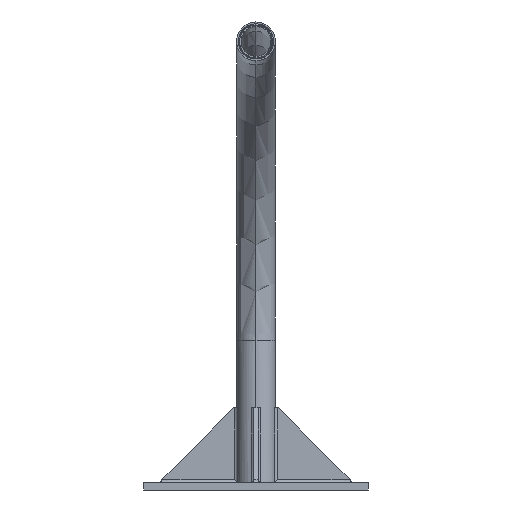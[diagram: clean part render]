
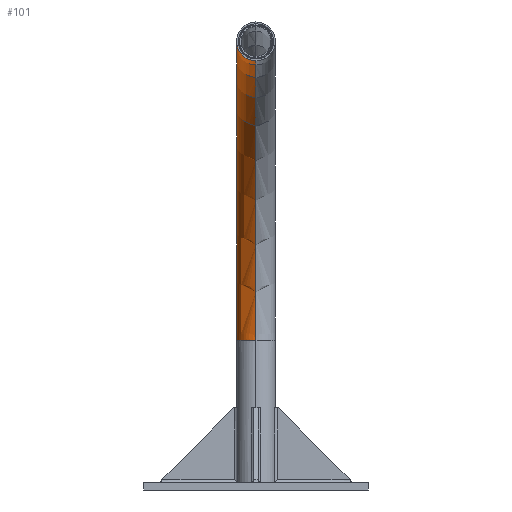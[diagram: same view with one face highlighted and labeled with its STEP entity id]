
A CAD part, left-side view. The second image highlights one B-rep face of the part: STEP entity #101.
In plain terms, the highlighted toroidal (fillet/blend) face has major radius 200 mm and minor radius 13 mm.
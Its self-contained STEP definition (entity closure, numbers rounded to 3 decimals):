
#89 = B_SPLINE_CURVE_WITH_KNOTS ( 'NONE', 3,
 ( #2088, #5170, #6190, #2613, #3172, #1652, #2276, #3238, #226, #3258, #3812, #781, #6307, #4325, #2812, #4797, #1211, #2773, #4259, #1714, #3278, #5792 ),
 .UNSPECIFIED., .F., .F.,
 ( 4, 2, 2, 2, 2, 2, 2, 2, 2, 2, 4 ),
 ( 0., 0.002, 0.003, 0.004, 0.006, 0.007, 0.008, 0.01, 0.012, 0.014, 0.016 ),
 .UNSPECIFIED. ) ;
#101 = ADVANCED_FACE ( 'NONE', ( #4599 ), #1976, .T. ) ;
#104 = DIRECTION ( 'NONE',  ( 0., 1., 0. ) ) ;
#144 = CARTESIAN_POINT ( 'NONE',  ( -200., 0., 300. ) ) ;
#226 = CARTESIAN_POINT ( 'NONE',  ( 9.066, 9.311, 103.368 ) ) ;
#435 = DIRECTION ( 'NONE',  ( 0., 0., -1. ) ) ;
#527 = DIRECTION ( 'NONE',  ( 0., 0., 1. ) ) ;
#559 = CIRCLE ( 'NONE', #2739, 13. ) ;
#691 = DIRECTION ( 'NONE',  ( 0., 1., 0. ) ) ;
#781 = CARTESIAN_POINT ( 'NONE',  ( 10.277, 7.916, 104.104 ) ) ;
#950 = CARTESIAN_POINT ( 'NONE',  ( 0., 0., 100. ) ) ;
#1076 = VERTEX_POINT ( 'NONE', #2667 ) ;
#1081 = AXIS2_PLACEMENT_3D ( 'NONE', #5731, #691, #1701 ) ;
#1093 = EDGE_CURVE ( 'NONE', #5343, #1224, #1892, .T. ) ;
#1139 = CIRCLE ( 'NONE', #4422, 213. ) ;
#1211 = CARTESIAN_POINT ( 'NONE',  ( 12.147, 4.527, 104.919 ) ) ;
#1224 = VERTEX_POINT ( 'NONE', #3674 ) ;
#1226 = EDGE_CURVE ( 'NONE', #1224, #1076, #559, .T. ) ;
#1468 = DIRECTION ( 'NONE',  ( -1., 0., 0. ) ) ;
#1603 = CIRCLE ( 'NONE', #1081, 187. ) ;
#1652 = CARTESIAN_POINT ( 'NONE',  ( 7.78, 10.408, 102.33 ) ) ;
#1668 = ORIENTED_EDGE ( 'NONE', *, *, #4920, .F. ) ;
#1701 = DIRECTION ( 'NONE',  ( 0., 0., 1. ) ) ;
#1714 = CARTESIAN_POINT ( 'NONE',  ( 12.888, 1.315, 105.144 ) ) ;
#1823 = CARTESIAN_POINT ( 'NONE',  ( 5.805, 11.632, 100. ) ) ;
#1830 = AXIS2_PLACEMENT_3D ( 'NONE', #4671, #3112, #6198 ) ;
#1842 = CIRCLE ( 'NONE', #2918, 13. ) ;
#1844 = ORIENTED_EDGE ( 'NONE', *, *, #1226, .T. ) ;
#1892 = CIRCLE ( 'NONE', #1830, 13. ) ;
#1941 = EDGE_LOOP ( 'NONE', ( #1844, #4989, #6373, #1668, #4468, #3844 ) ) ;
#1976 = TOROIDAL_SURFACE ( 'NONE', #6282, 200., 13. ) ;
#2088 = CARTESIAN_POINT ( 'NONE',  ( 5.805, 11.632, 100. ) ) ;
#2164 = VERTEX_POINT ( 'NONE', #6502 ) ;
#2276 = CARTESIAN_POINT ( 'NONE',  ( 7.997, 10.241, 102.524 ) ) ;
#2613 = CARTESIAN_POINT ( 'NONE',  ( 7.149, 10.856, 101.708 ) ) ;
#2667 = CARTESIAN_POINT ( 'NONE',  ( -200., 0., 313. ) ) ;
#2735 = DIRECTION ( 'NONE',  ( 1., 0., 0. ) ) ;
#2739 = AXIS2_PLACEMENT_3D ( 'NONE', #144, #2735, #4337 ) ;
#2773 = CARTESIAN_POINT ( 'NONE',  ( 12.538, 3.274, 105.045 ) ) ;
#2812 = CARTESIAN_POINT ( 'NONE',  ( 11.33, 6.318, 104.61 ) ) ;
#2918 = AXIS2_PLACEMENT_3D ( 'NONE', #950, #435, #1468 ) ;
#3112 = DIRECTION ( 'NONE',  ( 1., 0., 0. ) ) ;
#3172 = CARTESIAN_POINT ( 'NONE',  ( 7.356, 10.716, 101.922 ) ) ;
#3238 = CARTESIAN_POINT ( 'NONE',  ( 8.641, 9.709, 103.062 ) ) ;
#3258 = CARTESIAN_POINT ( 'NONE',  ( 9.682, 8.643, 103.762 ) ) ;
#3278 = CARTESIAN_POINT ( 'NONE',  ( 12.938, 0.658, 105.157 ) ) ;
#3519 = DIRECTION ( 'NONE',  ( 0., 0., 1. ) ) ;
#3560 = CARTESIAN_POINT ( 'NONE',  ( -200., 0., 100. ) ) ;
#3674 = CARTESIAN_POINT ( 'NONE',  ( -200., 13., 300. ) ) ;
#3812 = CARTESIAN_POINT ( 'NONE',  ( 9.885, 8.407, 103.884 ) ) ;
#3844 = ORIENTED_EDGE ( 'NONE', *, *, #1093, .T. ) ;
#3959 = VERTEX_POINT ( 'NONE', #1823 ) ;
#4143 = EDGE_CURVE ( 'NONE', #1076, #2164, #1139, .T. ) ;
#4259 = CARTESIAN_POINT ( 'NONE',  ( 12.688, 2.629, 105.088 ) ) ;
#4325 = CARTESIAN_POINT ( 'NONE',  ( 11.004, 6.876, 104.47 ) ) ;
#4337 = DIRECTION ( 'NONE',  ( 0., 0., -1. ) ) ;
#4422 = AXIS2_PLACEMENT_3D ( 'NONE', #4525, #6548, #3519 ) ;
#4468 = ORIENTED_EDGE ( 'NONE', *, *, #5912, .F. ) ;
#4525 = CARTESIAN_POINT ( 'NONE',  ( -200., 0., 100. ) ) ;
#4599 = FACE_OUTER_BOUND ( 'NONE', #1941, .T. ) ;
#4671 = CARTESIAN_POINT ( 'NONE',  ( -200., 0., 300. ) ) ;
#4772 = EDGE_CURVE ( 'NONE', #3959, #2164, #89, .T. ) ;
#4797 = CARTESIAN_POINT ( 'NONE',  ( 11.904, 5.138, 104.835 ) ) ;
#4920 = EDGE_CURVE ( 'NONE', #6351, #3959, #1842, .T. ) ;
#4987 = CARTESIAN_POINT ( 'NONE',  ( -13., 0., 100. ) ) ;
#4989 = ORIENTED_EDGE ( 'NONE', *, *, #4143, .T. ) ;
#5170 = CARTESIAN_POINT ( 'NONE',  ( 6.158, 11.456, 100.538 ) ) ;
#5343 = VERTEX_POINT ( 'NONE', #5711 ) ;
#5711 = CARTESIAN_POINT ( 'NONE',  ( -200., 0., 287. ) ) ;
#5731 = CARTESIAN_POINT ( 'NONE',  ( -200., 0., 100. ) ) ;
#5792 = CARTESIAN_POINT ( 'NONE',  ( 12.938, 0., 105.157 ) ) ;
#5912 = EDGE_CURVE ( 'NONE', #5343, #6351, #1603, .T. ) ;
#6190 = CARTESIAN_POINT ( 'NONE',  ( 6.542, 11.243, 101.032 ) ) ;
#6198 = DIRECTION ( 'NONE',  ( 0., 0., -1. ) ) ;
#6282 = AXIS2_PLACEMENT_3D ( 'NONE', #3560, #104, #527 ) ;
#6307 = CARTESIAN_POINT ( 'NONE',  ( 10.465, 7.662, 104.202 ) ) ;
#6351 = VERTEX_POINT ( 'NONE', #4987 ) ;
#6373 = ORIENTED_EDGE ( 'NONE', *, *, #4772, .F. ) ;
#6502 = CARTESIAN_POINT ( 'NONE',  ( 12.938, 0., 105.157 ) ) ;
#6548 = DIRECTION ( 'NONE',  ( 0., 1., 0. ) ) ;
